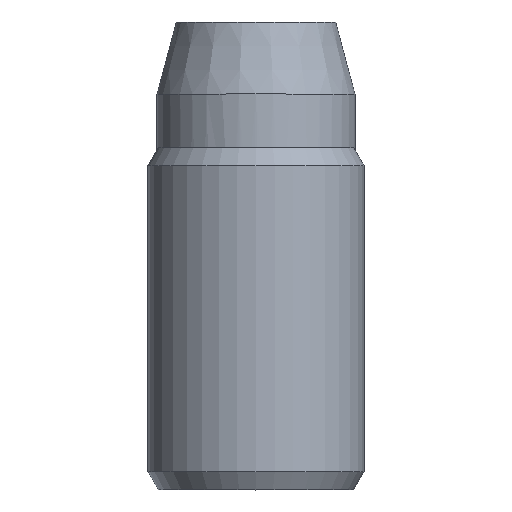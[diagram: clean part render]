
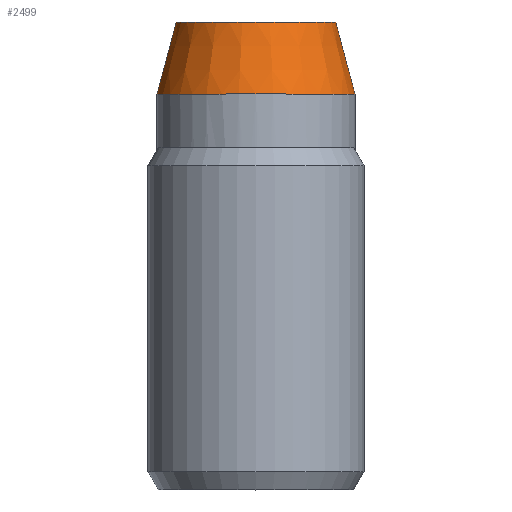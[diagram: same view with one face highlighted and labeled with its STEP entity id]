
A CAD part, top view. The second image highlights one B-rep face of the part: STEP entity #2499.
In plain terms, the highlighted conical face has half-angle 15 degrees and reference radius 11 mm.
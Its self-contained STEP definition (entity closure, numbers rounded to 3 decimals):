
#1041 = CYLINDRICAL_SURFACE('',#1042,11.);
#1042 = AXIS2_PLACEMENT_3D('',#1043,#1044,#1045);
#1043 = CARTESIAN_POINT('',(0.,0.,0.));
#1044 = DIRECTION('',(0.,-1.,0.));
#1045 = DIRECTION('',(1.,0.,0.));
#2014 = VERTEX_POINT('',#2015);
#2015 = CARTESIAN_POINT('',(11.,32.,0.));
#2034 = EDGE_CURVE('',#2014,#2014,#2035,.T.);
#2035 = SURFACE_CURVE('',#2036,(#2041,#2047),.PCURVE_S1.);
#2036 = CIRCLE('',#2037,11.);
#2037 = AXIS2_PLACEMENT_3D('',#2038,#2039,#2040);
#2038 = CARTESIAN_POINT('',(0.,32.,0.));
#2039 = DIRECTION('',(0.,-1.,0.));
#2040 = DIRECTION('',(1.,0.,0.));
#2041 = PCURVE('',#1041,#2042);
#2042 = DEFINITIONAL_REPRESENTATION('',(#2043),#2046);
#2043 = B_SPLINE_CURVE_WITH_KNOTS('',1,(#2044,#2045),.UNSPECIFIED.,.F.,
  .F.,(2,2),(0.,6.283),.PIECEWISE_BEZIER_KNOTS.);
#2044 = CARTESIAN_POINT('',(0.,-32.));
#2045 = CARTESIAN_POINT('',(6.283,-32.));
#2046 = ( GEOMETRIC_REPRESENTATION_CONTEXT(2) 
PARAMETRIC_REPRESENTATION_CONTEXT() REPRESENTATION_CONTEXT('2D SPACE',''
  ) );
#2047 = PCURVE('',#2048,#2053);
#2048 = CONICAL_SURFACE('',#2049,11.,0.262);
#2049 = AXIS2_PLACEMENT_3D('',#2050,#2051,#2052);
#2050 = CARTESIAN_POINT('',(0.,32.,0.));
#2051 = DIRECTION('',(0.,-1.,0.));
#2052 = DIRECTION('',(1.,0.,0.));
#2053 = DEFINITIONAL_REPRESENTATION('',(#2054),#2057);
#2054 = B_SPLINE_CURVE_WITH_KNOTS('',1,(#2055,#2056),.UNSPECIFIED.,.F.,
  .F.,(2,2),(0.,6.283),.PIECEWISE_BEZIER_KNOTS.);
#2055 = CARTESIAN_POINT('',(0.,0.));
#2056 = CARTESIAN_POINT('',(6.283,0.));
#2057 = ( GEOMETRIC_REPRESENTATION_CONTEXT(2) 
PARAMETRIC_REPRESENTATION_CONTEXT() REPRESENTATION_CONTEXT('2D SPACE',''
  ) );
#2499 = ADVANCED_FACE('',(#2500),#2048,.T.);
#2500 = FACE_BOUND('',#2501,.F.);
#2501 = EDGE_LOOP('',(#2502,#2523,#2524,#2525));
#2502 = ORIENTED_EDGE('',*,*,#2503,.F.);
#2503 = EDGE_CURVE('',#2014,#2504,#2506,.T.);
#2504 = VERTEX_POINT('',#2505);
#2505 = CARTESIAN_POINT('',(8.856,40.,0.));
#2506 = SEAM_CURVE('',#2507,(#2511,#2517),.PCURVE_S1.);
#2507 = LINE('',#2508,#2509);
#2508 = CARTESIAN_POINT('',(11.,32.,0.));
#2509 = VECTOR('',#2510,1.);
#2510 = DIRECTION('',(-0.259,0.966,0.));
#2511 = PCURVE('',#2048,#2512);
#2512 = DEFINITIONAL_REPRESENTATION('',(#2513),#2516);
#2513 = B_SPLINE_CURVE_WITH_KNOTS('',1,(#2514,#2515),.UNSPECIFIED.,.F.,
  .F.,(2,2),(0.,8.282),.PIECEWISE_BEZIER_KNOTS.);
#2514 = CARTESIAN_POINT('',(0.,0.));
#2515 = CARTESIAN_POINT('',(0.,-8.));
#2516 = ( GEOMETRIC_REPRESENTATION_CONTEXT(2) 
PARAMETRIC_REPRESENTATION_CONTEXT() REPRESENTATION_CONTEXT('2D SPACE',''
  ) );
#2517 = PCURVE('',#2048,#2518);
#2518 = DEFINITIONAL_REPRESENTATION('',(#2519),#2522);
#2519 = B_SPLINE_CURVE_WITH_KNOTS('',1,(#2520,#2521),.UNSPECIFIED.,.F.,
  .F.,(2,2),(0.,8.282),.PIECEWISE_BEZIER_KNOTS.);
#2520 = CARTESIAN_POINT('',(6.283,0.));
#2521 = CARTESIAN_POINT('',(6.283,-8.));
#2522 = ( GEOMETRIC_REPRESENTATION_CONTEXT(2) 
PARAMETRIC_REPRESENTATION_CONTEXT() REPRESENTATION_CONTEXT('2D SPACE',''
  ) );
#2523 = ORIENTED_EDGE('',*,*,#2034,.T.);
#2524 = ORIENTED_EDGE('',*,*,#2503,.T.);
#2525 = ORIENTED_EDGE('',*,*,#2526,.F.);
#2526 = EDGE_CURVE('',#2504,#2504,#2527,.T.);
#2527 = SURFACE_CURVE('',#2528,(#2533,#2539),.PCURVE_S1.);
#2528 = CIRCLE('',#2529,8.856);
#2529 = AXIS2_PLACEMENT_3D('',#2530,#2531,#2532);
#2530 = CARTESIAN_POINT('',(0.,40.,0.));
#2531 = DIRECTION('',(0.,-1.,0.));
#2532 = DIRECTION('',(1.,0.,0.));
#2533 = PCURVE('',#2048,#2534);
#2534 = DEFINITIONAL_REPRESENTATION('',(#2535),#2538);
#2535 = B_SPLINE_CURVE_WITH_KNOTS('',1,(#2536,#2537),.UNSPECIFIED.,.F.,
  .F.,(2,2),(0.,6.283),.PIECEWISE_BEZIER_KNOTS.);
#2536 = CARTESIAN_POINT('',(0.,-8.));
#2537 = CARTESIAN_POINT('',(6.283,-8.));
#2538 = ( GEOMETRIC_REPRESENTATION_CONTEXT(2) 
PARAMETRIC_REPRESENTATION_CONTEXT() REPRESENTATION_CONTEXT('2D SPACE',''
  ) );
#2539 = PCURVE('',#2540,#2545);
#2540 = PLANE('',#2541);
#2541 = AXIS2_PLACEMENT_3D('',#2542,#2543,#2544);
#2542 = CARTESIAN_POINT('',(0.,40.,0.));
#2543 = DIRECTION('',(0.,1.,0.));
#2544 = DIRECTION('',(0.,0.,1.));
#2545 = DEFINITIONAL_REPRESENTATION('',(#2546),#2554);
#2546 = ( BOUNDED_CURVE() B_SPLINE_CURVE(2,(#2547,#2548,#2549,#2550,
#2551,#2552,#2553),.UNSPECIFIED.,.T.,.F.) B_SPLINE_CURVE_WITH_KNOTS((1,2
    ,2,2,2,1),(-2.094,0.,2.094,4.189,
6.283,8.378),.UNSPECIFIED.) CURVE() 
GEOMETRIC_REPRESENTATION_ITEM() RATIONAL_B_SPLINE_CURVE((1.,0.5,1.,0.5,
1.,0.5,1.)) REPRESENTATION_ITEM('') );
#2547 = CARTESIAN_POINT('',(0.,8.856));
#2548 = CARTESIAN_POINT('',(15.34,8.856));
#2549 = CARTESIAN_POINT('',(7.67,-4.428));
#2550 = CARTESIAN_POINT('',(0.,-17.713));
#2551 = CARTESIAN_POINT('',(-7.67,-4.428));
#2552 = CARTESIAN_POINT('',(-15.34,8.856));
#2553 = CARTESIAN_POINT('',(0.,8.856));
#2554 = ( GEOMETRIC_REPRESENTATION_CONTEXT(2) 
PARAMETRIC_REPRESENTATION_CONTEXT() REPRESENTATION_CONTEXT('2D SPACE',''
  ) );
